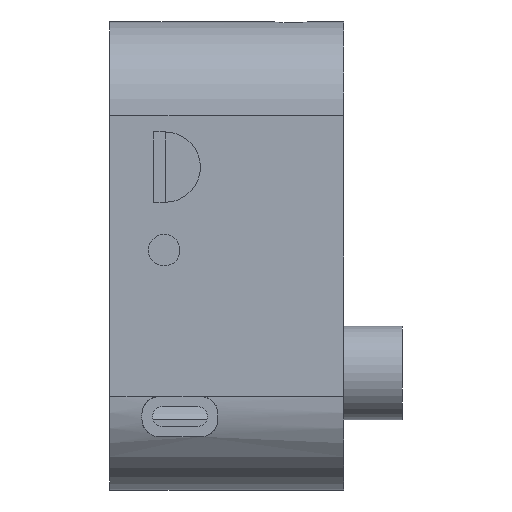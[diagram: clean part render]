
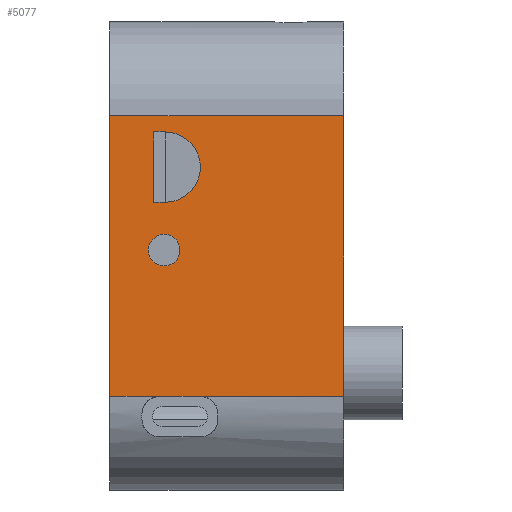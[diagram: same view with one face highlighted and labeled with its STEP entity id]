
A CAD part, left-side view. The second image highlights one B-rep face of the part: STEP entity #5077.
In plain terms, the highlighted planar face has unit normal (-1, 0, 0).
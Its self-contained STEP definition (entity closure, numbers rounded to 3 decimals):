
#101=FACE_BOUND('',#649,.T.);
#102=FACE_BOUND('',#650,.T.);
#214=PLANE('',#5426);
#369=FACE_OUTER_BOUND('',#648,.T.);
#648=EDGE_LOOP('',(#3481,#3482,#3483,#3484,#3485,#3486));
#649=EDGE_LOOP('',(#3487));
#650=EDGE_LOOP('',(#3488,#3489,#3490,#3491));
#1040=LINE('',#7493,#1528);
#1041=LINE('',#7495,#1529);
#1042=LINE('',#7497,#1530);
#1043=LINE('',#7499,#1531);
#1044=LINE('',#7501,#1532);
#1045=LINE('',#7502,#1533);
#1046=LINE('',#7506,#1534);
#1047=LINE('',#7508,#1535);
#1048=LINE('',#7509,#1536);
#1528=VECTOR('',#5960,10.);
#1529=VECTOR('',#5961,10.);
#1530=VECTOR('',#5962,10.);
#1531=VECTOR('',#5963,10.);
#1532=VECTOR('',#5964,10.);
#1533=VECTOR('',#5965,10.);
#1534=VECTOR('',#5968,10.);
#1535=VECTOR('',#5969,10.);
#1536=VECTOR('',#5970,10.);
#2013=CIRCLE('',#5423,6.);
#2015=CIRCLE('',#5427,2.7);
#2248=VERTEX_POINT('',#7480);
#2249=VERTEX_POINT('',#7481);
#2252=VERTEX_POINT('',#7491);
#2253=VERTEX_POINT('',#7492);
#2254=VERTEX_POINT('',#7494);
#2255=VERTEX_POINT('',#7496);
#2256=VERTEX_POINT('',#7498);
#2257=VERTEX_POINT('',#7500);
#2258=VERTEX_POINT('',#7503);
#2259=VERTEX_POINT('',#7505);
#2260=VERTEX_POINT('',#7507);
#2732=EDGE_CURVE('',#2248,#2249,#2013,.T.);
#2737=EDGE_CURVE('',#2252,#2253,#1040,.T.);
#2738=EDGE_CURVE('',#2253,#2254,#1041,.T.);
#2739=EDGE_CURVE('',#2255,#2254,#1042,.T.);
#2740=EDGE_CURVE('',#2256,#2255,#1043,.T.);
#2741=EDGE_CURVE('',#2257,#2256,#1044,.T.);
#2742=EDGE_CURVE('',#2252,#2257,#1045,.T.);
#2743=EDGE_CURVE('',#2258,#2258,#2015,.T.);
#2744=EDGE_CURVE('',#2249,#2259,#1046,.T.);
#2745=EDGE_CURVE('',#2259,#2260,#1047,.T.);
#2746=EDGE_CURVE('',#2260,#2248,#1048,.T.);
#3481=ORIENTED_EDGE('',*,*,#2737,.T.);
#3482=ORIENTED_EDGE('',*,*,#2738,.T.);
#3483=ORIENTED_EDGE('',*,*,#2739,.F.);
#3484=ORIENTED_EDGE('',*,*,#2740,.F.);
#3485=ORIENTED_EDGE('',*,*,#2741,.F.);
#3486=ORIENTED_EDGE('',*,*,#2742,.F.);
#3487=ORIENTED_EDGE('',*,*,#2743,.T.);
#3488=ORIENTED_EDGE('',*,*,#2732,.T.);
#3489=ORIENTED_EDGE('',*,*,#2744,.T.);
#3490=ORIENTED_EDGE('',*,*,#2745,.T.);
#3491=ORIENTED_EDGE('',*,*,#2746,.T.);
#5077=ADVANCED_FACE('',(#369,#101,#102),#214,.T.);
#5423=AXIS2_PLACEMENT_3D('',#7482,#5949,#5950);
#5426=AXIS2_PLACEMENT_3D('',#7490,#5958,#5959);
#5427=AXIS2_PLACEMENT_3D('',#7504,#5966,#5967);
#5949=DIRECTION('center_axis',(1.,0.,0.));
#5950=DIRECTION('ref_axis',(0.,0.,1.));
#5958=DIRECTION('center_axis',(-1.,0.,0.));
#5959=DIRECTION('ref_axis',(0.,0.,1.));
#5960=DIRECTION('',(0.,0.,1.));
#5961=DIRECTION('',(0.,1.,0.));
#5962=DIRECTION('',(0.,0.,1.));
#5963=DIRECTION('',(0.,1.,0.));
#5964=DIRECTION('',(0.,1.,0.));
#5965=DIRECTION('',(0.,1.,0.));
#5966=DIRECTION('center_axis',(1.,0.,0.));
#5967=DIRECTION('ref_axis',(0.,1.,0.));
#5968=DIRECTION('',(0.,1.,0.));
#5969=DIRECTION('',(0.,0.,1.));
#5970=DIRECTION('',(0.,-1.,0.));
#7480=CARTESIAN_POINT('',(-60.,30.5,21.2));
#7481=CARTESIAN_POINT('',(-60.,30.5,9.2));
#7482=CARTESIAN_POINT('Origin',(-60.,30.5,15.2));
#7490=CARTESIAN_POINT('Origin',(-60.,0.,-24.));
#7491=CARTESIAN_POINT('',(-60.,0.,-24.));
#7492=CARTESIAN_POINT('',(-60.,0.,24.));
#7493=CARTESIAN_POINT('',(-60.,0.,-24.));
#7494=CARTESIAN_POINT('',(-60.,40.,24.));
#7495=CARTESIAN_POINT('',(-60.,0.,24.));
#7496=CARTESIAN_POINT('',(-60.,40.,-24.));
#7497=CARTESIAN_POINT('',(-60.,40.,-24.));
#7498=CARTESIAN_POINT('',(-60.,31.5,-24.));
#7499=CARTESIAN_POINT('',(-60.,0.,-24.));
#7500=CARTESIAN_POINT('',(-60.,24.5,-24.));
#7501=CARTESIAN_POINT('',(-60.,0.,-24.));
#7502=CARTESIAN_POINT('',(-60.,0.,-24.));
#7503=CARTESIAN_POINT('',(-60.,28.,1.));
#7504=CARTESIAN_POINT('Origin',(-60.,30.7,1.));
#7505=CARTESIAN_POINT('',(-60.,32.5,9.2));
#7506=CARTESIAN_POINT('',(-60.,16.25,9.2));
#7507=CARTESIAN_POINT('',(-60.,32.5,21.2));
#7508=CARTESIAN_POINT('',(-60.,32.5,-1.4));
#7509=CARTESIAN_POINT('',(-60.,15.25,21.2));
